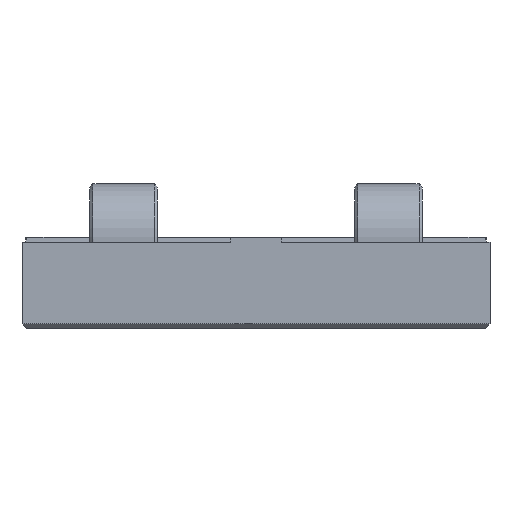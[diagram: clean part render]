
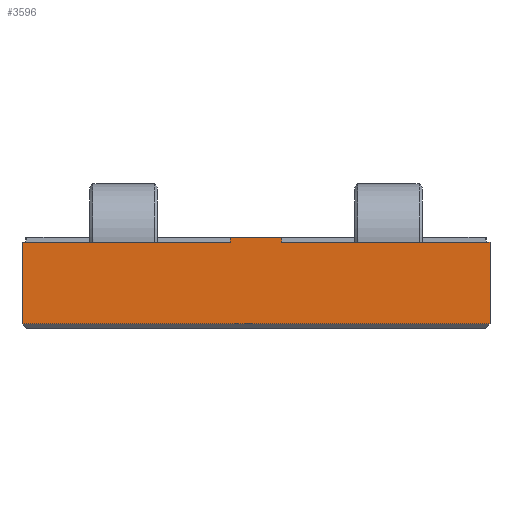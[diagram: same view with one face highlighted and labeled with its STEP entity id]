
A CAD part, left-side view. The second image highlights one B-rep face of the part: STEP entity #3596.
In plain terms, the highlighted planar face has unit normal (-1, 0, 0).
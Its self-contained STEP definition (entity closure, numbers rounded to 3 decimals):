
#83 = CARTESIAN_POINT ( 'NONE',  ( -18.5, -3.15, -11. ) ) ;
#342 = CARTESIAN_POINT ( 'NONE',  ( -18.5, -28.395, -11. ) ) ;
#349 = PLANE ( 'NONE',  #1174 ) ;
#356 = DIRECTION ( 'NONE',  ( 0., -1., 0. ) ) ;
#416 = ORIENTED_EDGE ( 'NONE', *, *, #1958, .F. ) ;
#501 = EDGE_LOOP ( 'NONE', ( #1123, #956, #3474, #1236, #3540, #416, #2576, #2171 ) ) ;
#520 = VERTEX_POINT ( 'NONE', #1761 ) ;
#737 = CARTESIAN_POINT ( 'NONE',  ( -18.5, 3.15, -0.6 ) ) ;
#743 = CARTESIAN_POINT ( 'NONE',  ( -18.5, -3.15, -0.6 ) ) ;
#814 = CARTESIAN_POINT ( 'NONE',  ( -18.5, -3.15, 0. ) ) ;
#879 = DIRECTION ( 'NONE',  ( 0., -1., 0. ) ) ;
#956 = ORIENTED_EDGE ( 'NONE', *, *, #3076, .T. ) ;
#1010 = DIRECTION ( 'NONE',  ( 0., 0., 1. ) ) ;
#1123 = ORIENTED_EDGE ( 'NONE', *, *, #1419, .F. ) ;
#1174 = AXIS2_PLACEMENT_3D ( 'NONE', #1367, #3631, #2301 ) ;
#1213 = CARTESIAN_POINT ( 'NONE',  ( -18.5, -28.395, -10.5 ) ) ;
#1235 = EDGE_CURVE ( 'NONE', #3993, #1622, #2546, .T. ) ;
#1236 = ORIENTED_EDGE ( 'NONE', *, *, #1235, .T. ) ;
#1367 = CARTESIAN_POINT ( 'NONE',  ( -18.5, 0., -11. ) ) ;
#1379 = VERTEX_POINT ( 'NONE', #814 ) ;
#1419 = EDGE_CURVE ( 'NONE', #2713, #4199, #4248, .T. ) ;
#1569 = VECTOR ( 'NONE', #3557, 1000. ) ;
#1612 = DIRECTION ( 'NONE',  ( 0., 0., 1. ) ) ;
#1622 = VERTEX_POINT ( 'NONE', #743 ) ;
#1655 = DIRECTION ( 'NONE',  ( 0., 0., 1. ) ) ;
#1761 = CARTESIAN_POINT ( 'NONE',  ( -18.5, 3.15, 0. ) ) ;
#1773 = CARTESIAN_POINT ( 'NONE',  ( -18.5, 28.395, -10.5 ) ) ;
#1874 = VERTEX_POINT ( 'NONE', #737 ) ;
#1893 = LINE ( 'NONE', #342, #4288 ) ;
#1958 = EDGE_CURVE ( 'NONE', #520, #1379, #3976, .T. ) ;
#2005 = VECTOR ( 'NONE', #2654, 1000. ) ;
#2171 = ORIENTED_EDGE ( 'NONE', *, *, #3998, .F. ) ;
#2241 = CARTESIAN_POINT ( 'NONE',  ( -18.5, 28.395, -11. ) ) ;
#2256 = LINE ( 'NONE', #3338, #2005 ) ;
#2301 = DIRECTION ( 'NONE',  ( 0., -1., 0. ) ) ;
#2546 = LINE ( 'NONE', #3852, #3944 ) ;
#2561 = VECTOR ( 'NONE', #1655, 1000. ) ;
#2564 = EDGE_CURVE ( 'NONE', #2922, #3993, #1893, .T. ) ;
#2576 = ORIENTED_EDGE ( 'NONE', *, *, #3515, .F. ) ;
#2622 = VECTOR ( 'NONE', #1612, 1000. ) ;
#2654 = DIRECTION ( 'NONE',  ( 0., 0., 1. ) ) ;
#2688 = VECTOR ( 'NONE', #356, 1000. ) ;
#2713 = VERTEX_POINT ( 'NONE', #1773 ) ;
#2910 = VECTOR ( 'NONE', #879, 1000. ) ;
#2922 = VERTEX_POINT ( 'NONE', #1213 ) ;
#3056 = LINE ( 'NONE', #83, #2561 ) ;
#3072 = CARTESIAN_POINT ( 'NONE',  ( -18.5, -28.395, -0.6 ) ) ;
#3076 = EDGE_CURVE ( 'NONE', #2713, #2922, #3366, .T. ) ;
#3173 = DIRECTION ( 'NONE',  ( 0., 1., 0. ) ) ;
#3338 = CARTESIAN_POINT ( 'NONE',  ( -18.5, 3.15, -11. ) ) ;
#3366 = LINE ( 'NONE', #4008, #2688 ) ;
#3474 = ORIENTED_EDGE ( 'NONE', *, *, #2564, .T. ) ;
#3515 = EDGE_CURVE ( 'NONE', #1874, #520, #2256, .T. ) ;
#3540 = ORIENTED_EDGE ( 'NONE', *, *, #3675, .T. ) ;
#3557 = DIRECTION ( 'NONE',  ( 0., -1., 0. ) ) ;
#3596 = ADVANCED_FACE ( 'NONE', ( #3710 ), #349, .T. ) ;
#3631 = DIRECTION ( 'NONE',  ( -1., 0., 0. ) ) ;
#3675 = EDGE_CURVE ( 'NONE', #1622, #1379, #3056, .T. ) ;
#3710 = FACE_OUTER_BOUND ( 'NONE', #501, .T. ) ;
#3852 = CARTESIAN_POINT ( 'NONE',  ( -18.5, 0., -0.6 ) ) ;
#3928 = CARTESIAN_POINT ( 'NONE',  ( -18.5, 0., 0. ) ) ;
#3944 = VECTOR ( 'NONE', #3173, 1000. ) ;
#3976 = LINE ( 'NONE', #3928, #1569 ) ;
#3993 = VERTEX_POINT ( 'NONE', #3072 ) ;
#3998 = EDGE_CURVE ( 'NONE', #4199, #1874, #4059, .T. ) ;
#4008 = CARTESIAN_POINT ( 'NONE',  ( -18.5, -28.395, -10.5 ) ) ;
#4059 = LINE ( 'NONE', #4187, #2910 ) ;
#4187 = CARTESIAN_POINT ( 'NONE',  ( -18.5, 0., -0.6 ) ) ;
#4199 = VERTEX_POINT ( 'NONE', #4229 ) ;
#4229 = CARTESIAN_POINT ( 'NONE',  ( -18.5, 28.395, -0.6 ) ) ;
#4248 = LINE ( 'NONE', #2241, #2622 ) ;
#4288 = VECTOR ( 'NONE', #1010, 1000. ) ;
